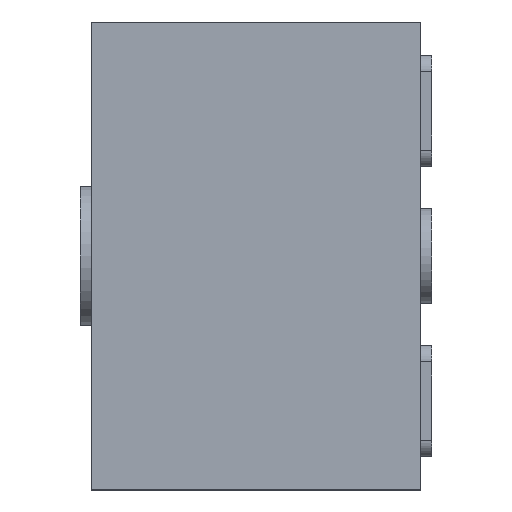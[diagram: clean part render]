
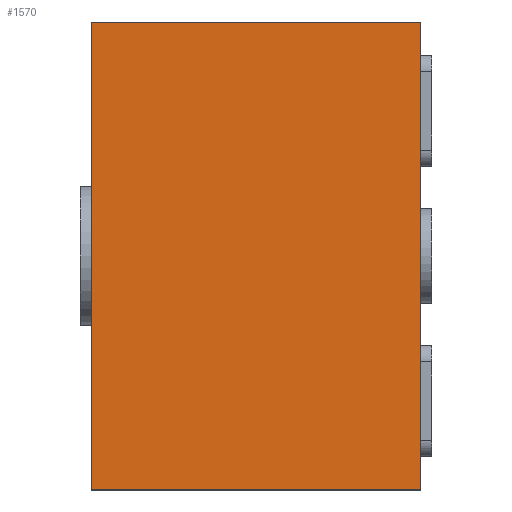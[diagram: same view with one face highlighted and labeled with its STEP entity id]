
A CAD part, left-side view. The second image highlights one B-rep face of the part: STEP entity #1570.
In plain terms, the highlighted planar face has unit normal (-1, 0, 0).
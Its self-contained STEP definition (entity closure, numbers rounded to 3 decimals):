
#90 = EDGE_CURVE ( 'NONE', #1155, #209, #118, .T. ) ;
#118 = LINE ( 'NONE', #1722, #1531 ) ;
#197 = LINE ( 'NONE', #1782, #261 ) ;
#209 = VERTEX_POINT ( 'NONE', #1588 ) ;
#261 = VECTOR ( 'NONE', #782, 1000. ) ;
#550 = ORIENTED_EDGE ( 'NONE', *, *, #1591, .F. ) ;
#594 = CARTESIAN_POINT ( 'NONE',  ( -0.795, -0.295, -0.419 ) ) ;
#738 = CARTESIAN_POINT ( 'NONE',  ( -0.795, 0.295, 0.42 ) ) ;
#782 = DIRECTION ( 'NONE',  ( 0., -1., 0. ) ) ;
#822 = LINE ( 'NONE', #2019, #2497 ) ;
#843 = CARTESIAN_POINT ( 'NONE',  ( -0.795, 0.295, -0.419 ) ) ;
#917 = AXIS2_PLACEMENT_3D ( 'NONE', #2132, #2533, #2338 ) ;
#1027 = DIRECTION ( 'NONE',  ( 0., 0., 1. ) ) ;
#1092 = EDGE_CURVE ( 'NONE', #1751, #1155, #2536, .T. ) ;
#1155 = VERTEX_POINT ( 'NONE', #594 ) ;
#1288 = EDGE_CURVE ( 'NONE', #1751, #1952, #822, .T. ) ;
#1320 = ORIENTED_EDGE ( 'NONE', *, *, #1092, .T. ) ;
#1405 = ORIENTED_EDGE ( 'NONE', *, *, #90, .T. ) ;
#1531 = VECTOR ( 'NONE', #1709, 1000. ) ;
#1551 = FACE_OUTER_BOUND ( 'NONE', #2512, .T. ) ;
#1552 = CARTESIAN_POINT ( 'NONE',  ( -0.795, 0.295, -0.419 ) ) ;
#1570 = ADVANCED_FACE ( 'NONE', ( #1551 ), #1932, .F. ) ;
#1588 = CARTESIAN_POINT ( 'NONE',  ( -0.795, -0.295, 0.42 ) ) ;
#1591 = EDGE_CURVE ( 'NONE', #1952, #209, #197, .T. ) ;
#1709 = DIRECTION ( 'NONE',  ( 0., 0., 1. ) ) ;
#1722 = CARTESIAN_POINT ( 'NONE',  ( -0.795, -0.295, 0.42 ) ) ;
#1751 = VERTEX_POINT ( 'NONE', #843 ) ;
#1782 = CARTESIAN_POINT ( 'NONE',  ( -0.795, 0.295, 0.42 ) ) ;
#1797 = VECTOR ( 'NONE', #1919, 1000. ) ;
#1919 = DIRECTION ( 'NONE',  ( 0., -1., 0. ) ) ;
#1932 = PLANE ( 'NONE',  #917 ) ;
#1952 = VERTEX_POINT ( 'NONE', #738 ) ;
#2019 = CARTESIAN_POINT ( 'NONE',  ( -0.795, 0.295, 0.42 ) ) ;
#2132 = CARTESIAN_POINT ( 'NONE',  ( -0.795, 0.295, 0.42 ) ) ;
#2323 = ORIENTED_EDGE ( 'NONE', *, *, #1288, .F. ) ;
#2338 = DIRECTION ( 'NONE',  ( 0., 0., -1. ) ) ;
#2497 = VECTOR ( 'NONE', #1027, 1000. ) ;
#2512 = EDGE_LOOP ( 'NONE', ( #1405, #550, #2323, #1320 ) ) ;
#2533 = DIRECTION ( 'NONE',  ( 1., 0., 0. ) ) ;
#2536 = LINE ( 'NONE', #1552, #1797 ) ;
